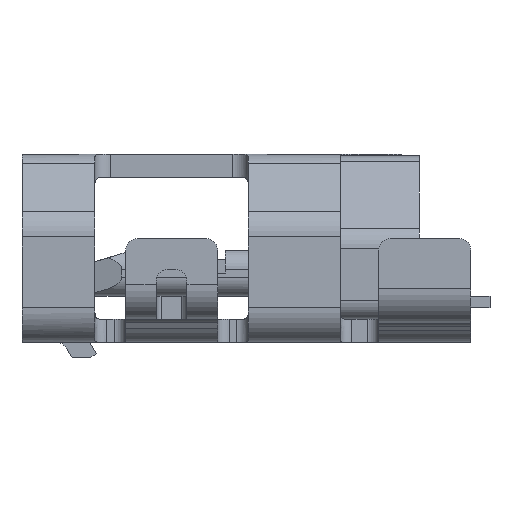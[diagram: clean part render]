
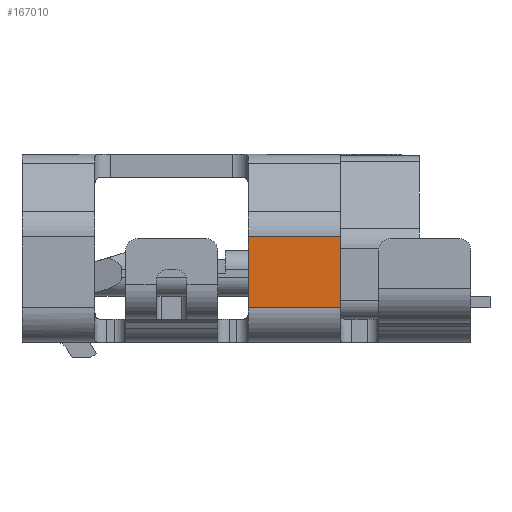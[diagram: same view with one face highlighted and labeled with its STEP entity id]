
A CAD part, left-side view. The second image highlights one B-rep face of the part: STEP entity #167010.
In plain terms, the highlighted planar face has unit normal (-1, 0, 0).
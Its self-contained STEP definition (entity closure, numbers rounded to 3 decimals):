
#118130=CARTESIAN_POINT('',(-3.75,1.1,-0.765));
#118140=VERTEX_POINT('',#118130);
#118170=CARTESIAN_POINT('',(-3.75,1.1,-0.765));
#118180=DIRECTION('',(0.,-0.,1.));
#118190=VECTOR('',#118180,0.924);
#118200=LINE('',#118170,#118190);
#118210=CARTESIAN_POINT('',(-3.75,1.1,0.159));
#118220=VERTEX_POINT('',#118210);
#118230=EDGE_CURVE('',#118140,#118220,#118200,.T.);
#166500=CARTESIAN_POINT('',(-3.75,2.3,-0.765));
#166510=VERTEX_POINT('',#166500);
#166540=CARTESIAN_POINT('',(-3.75,0.95,-0.765));
#166550=DIRECTION('',(0.,-1.,0.));
#166560=VECTOR('',#166550,1.);
#166570=LINE('',#166540,#166560);
#166580=EDGE_CURVE('',#166510,#118140,#166570,.T.);
#166780=CARTESIAN_POINT('',(-3.75,5.25,-1.215));
#166790=DIRECTION('',(1.,-0.,-0.));
#166800=DIRECTION('',(0.,1.,0.));
#166810=AXIS2_PLACEMENT_3D('',#166780,#166790,#166800);
#166820=PLANE('',#166810);
#166830=CARTESIAN_POINT('',(-3.75,1.75,0.159));
#166840=DIRECTION('',(0.,-1.,0.));
#166850=VECTOR('',#166840,0.65);
#166860=LINE('',#166830,#166850);
#166870=CARTESIAN_POINT('',(-3.75,2.3,0.159));
#166880=VERTEX_POINT('',#166870);
#166890=EDGE_CURVE('',#166880,#118220,#166860,.T.);
#166900=ORIENTED_EDGE('',*,*,#166890,.F.);
#166910=ORIENTED_EDGE('',*,*,#118230,.T.);
#166920=ORIENTED_EDGE('',*,*,#166580,.T.);
#166930=CARTESIAN_POINT('',(-3.75,2.3,-1.215));
#166940=DIRECTION('',(0.,0.,-1.));
#166950=VECTOR('',#166940,1.);
#166960=LINE('',#166930,#166950);
#166970=EDGE_CURVE('',#166880,#166510,#166960,.T.);
#166980=ORIENTED_EDGE('',*,*,#166970,.T.);
#166990=EDGE_LOOP('',(#166980,#166920,#166910,#166900));
#167000=FACE_OUTER_BOUND('',#166990,.T.);
#167010=ADVANCED_FACE('',(#167000),#166820,.F.);
